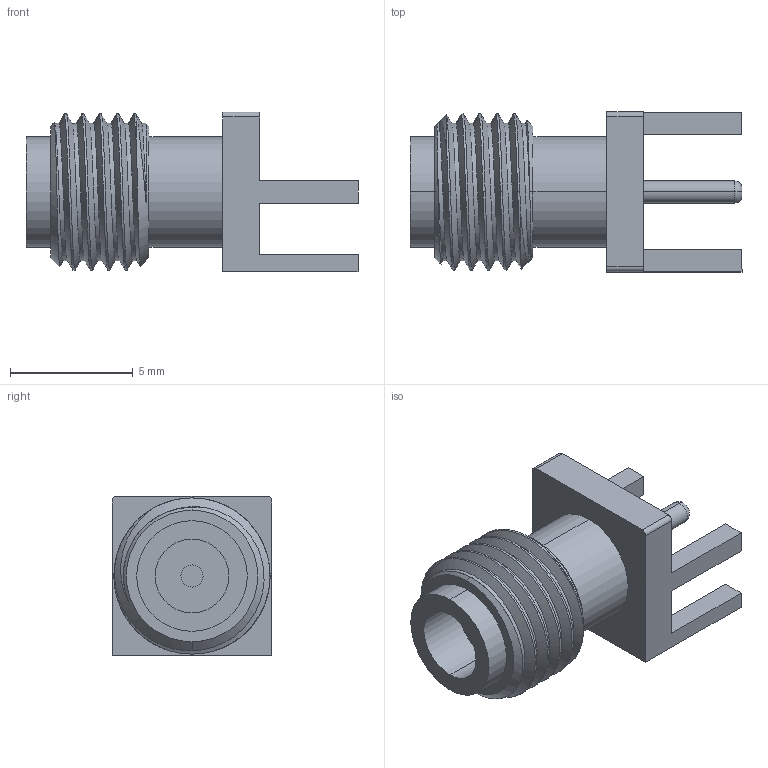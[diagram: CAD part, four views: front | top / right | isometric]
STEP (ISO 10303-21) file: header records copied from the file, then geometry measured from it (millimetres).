
FILE_DESCRIPTION (( 'STEP AP214' ), '1' );
FILE_NAME ('SMA-SMD_SMA-KHD9.STEP', '2024-06-19T07:54:39', ( '' ), ( '' ), 'SwSTEP 2.0', 'SolidWorks 2021', '' );
FILE_SCHEMA (( 'AUTOMOTIVE_DESIGN' ));
Length unit declared in the file: millimetre
Products named in the file (1): SMA-SMD_SMA-KHD9
Bounding box: 13.5 x 6.5 x 6.5 mm (x, y, z)
Volume: 233.4 mm3; surface area: 401.7 mm2
Topology: 1 solids, 1 shells, 284 faces, 766 edges, 510 vertices
Faces by surface type: plane 153, bspline 101, cylinder 24, cone 4, torus 2
Entity records: 14253 total; most frequent: CARTESIAN_POINT 4686, ORIENTED_EDGE 1532, DIRECTION 940, EDGE_CURVE 766, VERTEX_POINT 510, LINE 496, VECTOR 496, EDGE_LOOP 310
